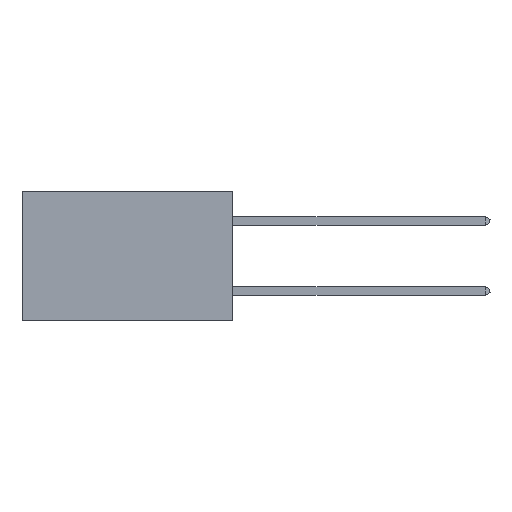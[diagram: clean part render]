
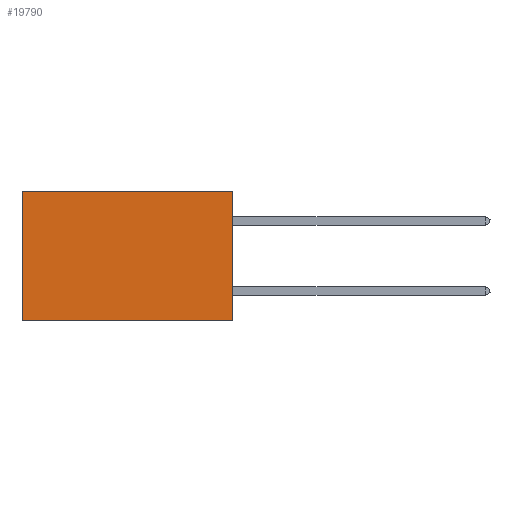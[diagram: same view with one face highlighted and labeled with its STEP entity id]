
A CAD part, left-side view. The second image highlights one B-rep face of the part: STEP entity #19790.
In plain terms, the highlighted planar face has unit normal (-1, 0, 0).
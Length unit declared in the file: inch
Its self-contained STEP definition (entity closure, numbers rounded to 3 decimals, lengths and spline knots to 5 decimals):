
#154 = DIRECTION ( 'NONE',  ( 0., 1., 0. ) ) ;
#485 = PLANE ( 'NONE',  #29921 ) ;
#499 = CARTESIAN_POINT ( 'NONE',  ( 0.2875, 0., 0. ) ) ;
#521 = CARTESIAN_POINT ( 'NONE',  ( 0.2875, 0., -0.37 ) ) ;
#931 = VECTOR ( 'NONE', #154, 39.37008 ) ;
#1110 = FACE_OUTER_BOUND ( 'NONE', #1549, .T. ) ;
#1549 = EDGE_LOOP ( 'NONE', ( #14793, #8709, #25068, #30945 ) ) ;
#5614 = DIRECTION ( 'NONE',  ( 0., 0., -1. ) ) ;
#8709 = ORIENTED_EDGE ( 'NONE', *, *, #29054, .F. ) ;
#8886 = VECTOR ( 'NONE', #14051, 39.37008 ) ;
#9078 = VECTOR ( 'NONE', #25513, 39.37008 ) ;
#13200 = VERTEX_POINT ( 'NONE', #23545 ) ;
#13942 = CARTESIAN_POINT ( 'NONE',  ( 0.2875, 0.6, 0. ) ) ;
#14051 = DIRECTION ( 'NONE',  ( 0., 0., -1. ) ) ;
#14700 = CARTESIAN_POINT ( 'NONE',  ( 0.2875, 0.6, -0.37 ) ) ;
#14793 = ORIENTED_EDGE ( 'NONE', *, *, #18851, .T. ) ;
#14886 = CARTESIAN_POINT ( 'NONE',  ( 0.2875, 0., 0. ) ) ;
#15394 = LINE ( 'NONE', #13942, #8886 ) ;
#15416 = DIRECTION ( 'NONE',  ( 0., 0., -1. ) ) ;
#15950 = EDGE_CURVE ( 'NONE', #22098, #25538, #23018, .T. ) ;
#17773 = CARTESIAN_POINT ( 'NONE',  ( 0.2875, 0., 0. ) ) ;
#17954 = CARTESIAN_POINT ( 'NONE',  ( 0.2875, 0., -0.37 ) ) ;
#18851 = EDGE_CURVE ( 'NONE', #13200, #22984, #15394, .T. ) ;
#19790 = ADVANCED_FACE ( 'NONE', ( #1110 ), #485, .F. ) ;
#19914 = VECTOR ( 'NONE', #15416, 39.37008 ) ;
#20077 = DIRECTION ( 'NONE',  ( 1., 0., 0. ) ) ;
#20652 = LINE ( 'NONE', #521, #9078 ) ;
#22098 = VERTEX_POINT ( 'NONE', #28957 ) ;
#22984 = VERTEX_POINT ( 'NONE', #14700 ) ;
#23018 = LINE ( 'NONE', #499, #19914 ) ;
#23545 = CARTESIAN_POINT ( 'NONE',  ( 0.2875, 0.6, 0. ) ) ;
#25068 = ORIENTED_EDGE ( 'NONE', *, *, #15950, .F. ) ;
#25513 = DIRECTION ( 'NONE',  ( 0., 1., 0. ) ) ;
#25538 = VERTEX_POINT ( 'NONE', #17954 ) ;
#27881 = EDGE_CURVE ( 'NONE', #22098, #13200, #28824, .T. ) ;
#28824 = LINE ( 'NONE', #14886, #931 ) ;
#28957 = CARTESIAN_POINT ( 'NONE',  ( 0.2875, 0., 0. ) ) ;
#29054 = EDGE_CURVE ( 'NONE', #25538, #22984, #20652, .T. ) ;
#29921 = AXIS2_PLACEMENT_3D ( 'NONE', #17773, #20077, #5614 ) ;
#30945 = ORIENTED_EDGE ( 'NONE', *, *, #27881, .T. ) ;
